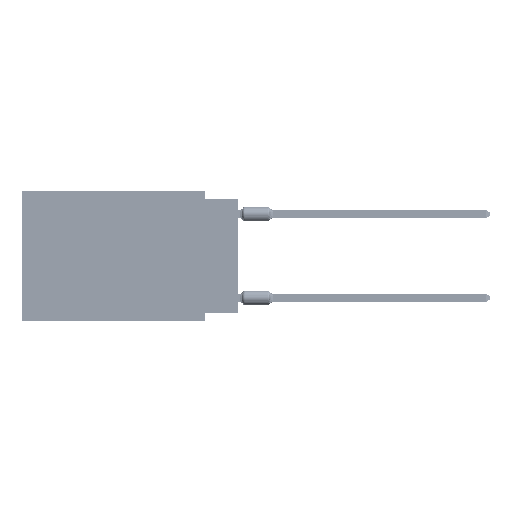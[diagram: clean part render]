
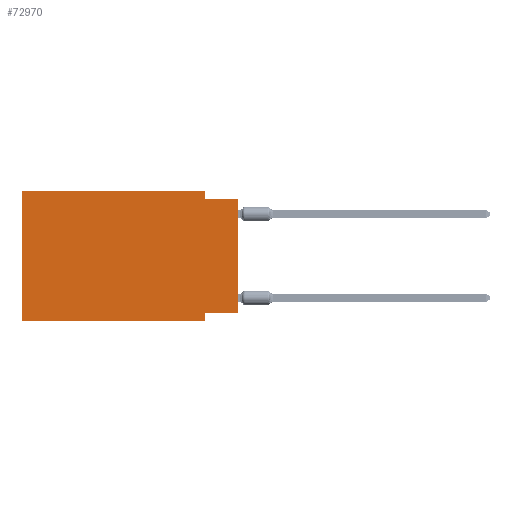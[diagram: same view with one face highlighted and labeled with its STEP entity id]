
A CAD part, left-side view. The second image highlights one B-rep face of the part: STEP entity #72970.
In plain terms, the highlighted planar face has unit normal (-1, 0, 0).
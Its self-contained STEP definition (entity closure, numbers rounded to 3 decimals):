
#216 = CARTESIAN_POINT ( 'NONE',  ( 0., 16.383, 0. ) ) ;
#1016 = EDGE_CURVE ( 'NONE', #17637, #76875, #61530, .T. ) ;
#3741 = VECTOR ( 'NONE', #65156, 1000. ) ;
#5013 = CARTESIAN_POINT ( 'NONE',  ( 0., 0., -9.271 ) ) ;
#5043 = CARTESIAN_POINT ( 'NONE',  ( 0., 16.383, 0. ) ) ;
#5120 = CARTESIAN_POINT ( 'NONE',  ( 0., 0., -0.635 ) ) ;
#5453 = PLANE ( 'NONE',  #57267 ) ;
#9039 = CARTESIAN_POINT ( 'NONE',  ( 0., 2.54, -9.906 ) ) ;
#9143 = CARTESIAN_POINT ( 'NONE',  ( 0., 16.383, 0. ) ) ;
#10096 = VERTEX_POINT ( 'NONE', #15495 ) ;
#11740 = CARTESIAN_POINT ( 'NONE',  ( 0., 0., -9.271 ) ) ;
#11937 = DIRECTION ( 'NONE',  ( 0., 0., -1. ) ) ;
#11998 = LINE ( 'NONE', #216, #73328 ) ;
#12442 = CARTESIAN_POINT ( 'NONE',  ( 0., 16.383, 0. ) ) ;
#13657 = LINE ( 'NONE', #57111, #48347 ) ;
#15495 = CARTESIAN_POINT ( 'NONE',  ( 0., 0., -0.635 ) ) ;
#17223 = VECTOR ( 'NONE', #77980, 1000. ) ;
#17564 = ORIENTED_EDGE ( 'NONE', *, *, #1016, .F. ) ;
#17637 = VERTEX_POINT ( 'NONE', #50185 ) ;
#17778 = EDGE_CURVE ( 'NONE', #34639, #76875, #33099, .T. ) ;
#20503 = CARTESIAN_POINT ( 'NONE',  ( 0., 16.383, -9.906 ) ) ;
#21970 = VECTOR ( 'NONE', #55069, 1000. ) ;
#22565 = VERTEX_POINT ( 'NONE', #29814 ) ;
#23669 = DIRECTION ( 'NONE',  ( 0., 0., -1. ) ) ;
#23898 = CARTESIAN_POINT ( 'NONE',  ( 0., 2.54, -0.635 ) ) ;
#24612 = DIRECTION ( 'NONE',  ( 0., 0., 1. ) ) ;
#24741 = VECTOR ( 'NONE', #71200, 1000. ) ;
#25124 = VERTEX_POINT ( 'NONE', #12442 ) ;
#25612 = ORIENTED_EDGE ( 'NONE', *, *, #73680, .F. ) ;
#26833 = ORIENTED_EDGE ( 'NONE', *, *, #60857, .F. ) ;
#29111 = LINE ( 'NONE', #5120, #21970 ) ;
#29814 = CARTESIAN_POINT ( 'NONE',  ( 0., 2.54, 0. ) ) ;
#30045 = EDGE_CURVE ( 'NONE', #34639, #25124, #11998, .T. ) ;
#33099 = LINE ( 'NONE', #63534, #24741 ) ;
#34639 = VERTEX_POINT ( 'NONE', #20503 ) ;
#35935 = FACE_OUTER_BOUND ( 'NONE', #72011, .T. ) ;
#36147 = EDGE_CURVE ( 'NONE', #41186, #10096, #29111, .T. ) ;
#40016 = LINE ( 'NONE', #9143, #3741 ) ;
#40753 = EDGE_CURVE ( 'NONE', #43405, #10096, #53265, .T. ) ;
#41186 = VERTEX_POINT ( 'NONE', #23898 ) ;
#43405 = VERTEX_POINT ( 'NONE', #5013 ) ;
#44476 = CARTESIAN_POINT ( 'NONE',  ( 0., 2.54, -9.906 ) ) ;
#47017 = VECTOR ( 'NONE', #49115, 1000. ) ;
#47968 = CARTESIAN_POINT ( 'NONE',  ( 0., 0., 0. ) ) ;
#48347 = VECTOR ( 'NONE', #23669, 1000. ) ;
#49115 = DIRECTION ( 'NONE',  ( 0., 1., 0. ) ) ;
#50185 = CARTESIAN_POINT ( 'NONE',  ( 0., 2.54, -9.271 ) ) ;
#50969 = DIRECTION ( 'NONE',  ( 0., 0., -1. ) ) ;
#52006 = EDGE_CURVE ( 'NONE', #25124, #22565, #40016, .T. ) ;
#52344 = ORIENTED_EDGE ( 'NONE', *, *, #30045, .F. ) ;
#53265 = LINE ( 'NONE', #47968, #17223 ) ;
#55069 = DIRECTION ( 'NONE',  ( 0., -1., 0. ) ) ;
#57111 = CARTESIAN_POINT ( 'NONE',  ( 0., 2.54, 0. ) ) ;
#57267 = AXIS2_PLACEMENT_3D ( 'NONE', #5043, #67560, #11937 ) ;
#60518 = ORIENTED_EDGE ( 'NONE', *, *, #17778, .T. ) ;
#60857 = EDGE_CURVE ( 'NONE', #22565, #41186, #13657, .T. ) ;
#60898 = ORIENTED_EDGE ( 'NONE', *, *, #36147, .F. ) ;
#61530 = LINE ( 'NONE', #44476, #63590 ) ;
#63534 = CARTESIAN_POINT ( 'NONE',  ( 0., 16.383, -9.906 ) ) ;
#63590 = VECTOR ( 'NONE', #50969, 1000. ) ;
#64718 = ORIENTED_EDGE ( 'NONE', *, *, #40753, .T. ) ;
#65156 = DIRECTION ( 'NONE',  ( 0., -1., 0. ) ) ;
#67363 = LINE ( 'NONE', #11740, #47017 ) ;
#67560 = DIRECTION ( 'NONE',  ( 1., 0., 0. ) ) ;
#71200 = DIRECTION ( 'NONE',  ( 0., -1., 0. ) ) ;
#72011 = EDGE_LOOP ( 'NONE', ( #64718, #60898, #26833, #79121, #52344, #60518, #17564, #25612 ) ) ;
#72970 = ADVANCED_FACE ( 'NONE', ( #35935 ), #5453, .F. ) ;
#73328 = VECTOR ( 'NONE', #24612, 1000. ) ;
#73680 = EDGE_CURVE ( 'NONE', #43405, #17637, #67363, .T. ) ;
#76875 = VERTEX_POINT ( 'NONE', #9039 ) ;
#77980 = DIRECTION ( 'NONE',  ( 0., 0., 1. ) ) ;
#79121 = ORIENTED_EDGE ( 'NONE', *, *, #52006, .F. ) ;
